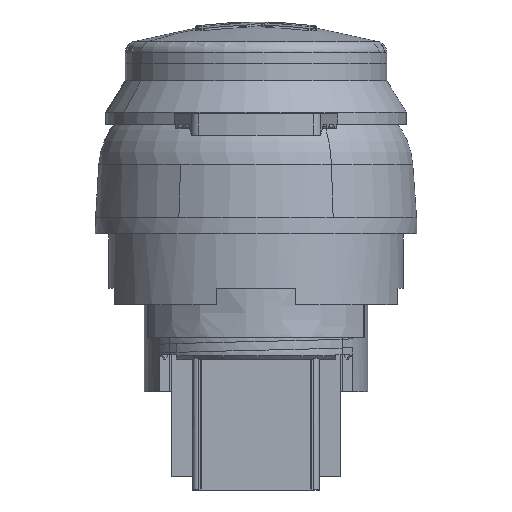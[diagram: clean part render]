
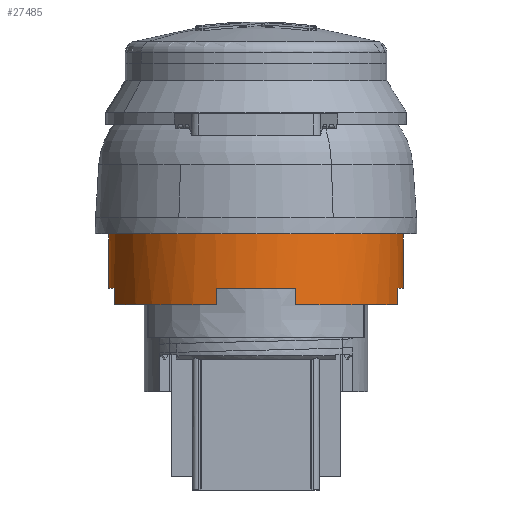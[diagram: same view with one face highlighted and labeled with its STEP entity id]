
A CAD part, front view. The second image highlights one B-rep face of the part: STEP entity #27485.
In plain terms, the highlighted cylindrical face has radius 13.5 mm (diameter 27 mm), a partial arc.
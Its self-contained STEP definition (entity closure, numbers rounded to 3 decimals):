
#25945=AXIS2_PLACEMENT_3D('Circle Axis2P3D',#25943,#25944,$) ;
#25979=AXIS2_PLACEMENT_3D('Circle Axis2P3D',#25977,#25978,$) ;
#26049=AXIS2_PLACEMENT_3D('Circle Axis2P3D',#26047,#26048,$) ;
#27188=AXIS2_PLACEMENT_3D('Cylinder Axis2P3D',#27185,#27186,#27187) ;
#27302=AXIS2_PLACEMENT_3D('Circle Axis2P3D',#27300,#27301,$) ;
#27360=AXIS2_PLACEMENT_3D('Circle Axis2P3D',#27358,#27359,$) ;
#12727=CARTESIAN_POINT('Control Point',(28.25,18.8,23.5)) ;
#12728=CARTESIAN_POINT('Control Point',(28.25,17.54,23.5)) ;
#12729=CARTESIAN_POINT('Control Point',(28.103,16.28,23.5)) ;
#12730=CARTESIAN_POINT('Control Point',(27.809,15.043,23.5)) ;
#12731=CARTESIAN_POINT('Control Point',(26.938,12.66,23.5)) ;
#12732=CARTESIAN_POINT('Control Point',(25.541,10.542,23.5)) ;
#12733=CARTESIAN_POINT('Control Point',(24.722,9.569,23.5)) ;
#12734=CARTESIAN_POINT('Control Point',(22.872,7.833,23.5)) ;
#12735=CARTESIAN_POINT('Control Point',(20.672,6.57,23.5)) ;
#12736=CARTESIAN_POINT('Control Point',(19.503,6.07,23.5)) ;
#12737=CARTESIAN_POINT('Control Point',(17.07,5.352,23.5)) ;
#12738=CARTESIAN_POINT('Control Point',(14.536,5.213,23.5)) ;
#12739=CARTESIAN_POINT('Control Point',(13.267,5.292,23.5)) ;
#12740=CARTESIAN_POINT('Control Point',(10.771,5.746,23.5)) ;
#12741=CARTESIAN_POINT('Control Point',(8.446,6.762,23.5)) ;
#12742=CARTESIAN_POINT('Control Point',(7.348,7.404,23.5)) ;
#12743=CARTESIAN_POINT('Control Point',(5.323,8.932,23.5)) ;
#12744=CARTESIAN_POINT('Control Point',(3.704,10.885,23.5)) ;
#12745=CARTESIAN_POINT('Control Point',(3.013,11.953,23.5)) ;
#12746=CARTESIAN_POINT('Control Point',(2.042,13.923,23.5)) ;
#12747=CARTESIAN_POINT('Control Point',(1.486,16.042,23.5)) ;
#12748=CARTESIAN_POINT('Control Point',(1.329,16.955,23.5)) ;
#12749=CARTESIAN_POINT('Control Point',(1.25,17.878,23.5)) ;
#12750=CARTESIAN_POINT('Control Point',(1.25,18.8,23.5)) ;
#12751=CARTESIAN_POINT('Vertex',(28.25,18.8,23.5)) ;
#12753=CARTESIAN_POINT('Vertex',(1.25,18.8,23.5)) ;
#25920=CARTESIAN_POINT('Vertex',(27.761,15.2,18.5)) ;
#25940=CARTESIAN_POINT('Vertex',(18.35,5.789,18.5)) ;
#25943=CARTESIAN_POINT('Axis2P3D Location',(14.75,18.8,18.5)) ;
#25947=CARTESIAN_POINT('Vertex',(11.15,5.789,18.5)) ;
#25974=CARTESIAN_POINT('Vertex',(1.739,15.2,18.5)) ;
#25977=CARTESIAN_POINT('Axis2P3D Location',(14.75,18.8,18.5)) ;
#25981=CARTESIAN_POINT('Vertex',(1.25,18.8,18.5)) ;
#26044=CARTESIAN_POINT('Vertex',(28.25,18.8,18.5)) ;
#26047=CARTESIAN_POINT('Axis2P3D Location',(14.75,18.8,18.5)) ;
#27185=CARTESIAN_POINT('Axis2P3D Location',(14.75,18.8,20.14)) ;
#27190=CARTESIAN_POINT('Line Origine',(1.25,18.8,18.25)) ;
#27194=CARTESIAN_POINT('Vertex',(1.25,18.8,23.)) ;
#27197=CARTESIAN_POINT('Line Origine',(1.25,18.8,18.25)) ;
#27202=CARTESIAN_POINT('Line Origine',(28.25,18.8,18.25)) ;
#27206=CARTESIAN_POINT('Vertex',(28.25,18.8,23.)) ;
#27209=CARTESIAN_POINT('Line Origine',(28.25,18.8,18.25)) ;
#27279=CARTESIAN_POINT('Vertex',(11.15,5.789,17.)) ;
#27282=CARTESIAN_POINT('Line Origine',(11.15,5.789,17.75)) ;
#27300=CARTESIAN_POINT('Axis2P3D Location',(14.75,18.8,17.)) ;
#27304=CARTESIAN_POINT('Vertex',(1.739,15.2,17.)) ;
#27325=CARTESIAN_POINT('Line Origine',(1.739,15.2,17.75)) ;
#27342=CARTESIAN_POINT('Vertex',(27.761,15.2,17.)) ;
#27345=CARTESIAN_POINT('Line Origine',(27.761,15.2,17.75)) ;
#27358=CARTESIAN_POINT('Axis2P3D Location',(14.75,18.8,17.)) ;
#27362=CARTESIAN_POINT('Vertex',(18.35,5.789,17.)) ;
#27383=CARTESIAN_POINT('Line Origine',(18.35,5.789,17.75)) ;
#25944=DIRECTION('Axis2P3D Direction',(0.,0.,-1.)) ;
#25978=DIRECTION('Axis2P3D Direction',(0.,0.,-1.)) ;
#26048=DIRECTION('Axis2P3D Direction',(0.,0.,-1.)) ;
#27186=DIRECTION('Axis2P3D Direction',(0.,0.,-1.)) ;
#27187=DIRECTION('Axis2P3D XDirection',(-1.,0.,0.)) ;
#27191=DIRECTION('Vector Direction',(0.,0.,-1.)) ;
#27198=DIRECTION('Vector Direction',(0.,0.,-1.)) ;
#27203=DIRECTION('Vector Direction',(0.,0.,-1.)) ;
#27210=DIRECTION('Vector Direction',(0.,0.,-1.)) ;
#27283=DIRECTION('Vector Direction',(0.,0.,-1.)) ;
#27301=DIRECTION('Axis2P3D Direction',(0.,0.,-1.)) ;
#27326=DIRECTION('Vector Direction',(0.,0.,-1.)) ;
#27346=DIRECTION('Vector Direction',(0.,0.,-1.)) ;
#27359=DIRECTION('Axis2P3D Direction',(0.,0.,-1.)) ;
#27384=DIRECTION('Vector Direction',(0.,0.,-1.)) ;
#27192=VECTOR('Line Direction',#27191,1.) ;
#27199=VECTOR('Line Direction',#27198,1.) ;
#27204=VECTOR('Line Direction',#27203,1.) ;
#27211=VECTOR('Line Direction',#27210,1.) ;
#27284=VECTOR('Line Direction',#27283,1.) ;
#27327=VECTOR('Line Direction',#27326,1.) ;
#27347=VECTOR('Line Direction',#27346,1.) ;
#27385=VECTOR('Line Direction',#27384,1.) ;
#27470=ORIENTED_EDGE('',*,*,#26051,.F.) ;
#27471=ORIENTED_EDGE('',*,*,#27213,.F.) ;
#27472=ORIENTED_EDGE('',*,*,#27208,.F.) ;
#27473=ORIENTED_EDGE('',*,*,#12755,.T.) ;
#27474=ORIENTED_EDGE('',*,*,#27201,.T.) ;
#27475=ORIENTED_EDGE('',*,*,#27196,.T.) ;
#27476=ORIENTED_EDGE('',*,*,#25983,.F.) ;
#27477=ORIENTED_EDGE('',*,*,#27329,.T.) ;
#27478=ORIENTED_EDGE('',*,*,#27306,.F.) ;
#27479=ORIENTED_EDGE('',*,*,#27286,.F.) ;
#27480=ORIENTED_EDGE('',*,*,#25949,.F.) ;
#27481=ORIENTED_EDGE('',*,*,#27387,.T.) ;
#27482=ORIENTED_EDGE('',*,*,#27364,.F.) ;
#27483=ORIENTED_EDGE('',*,*,#27349,.F.) ;
#27485=ADVANCED_FACE('Hauptk\X2\00F6\X0\rper',(#27484),#27189,.T.) ;
#12726=B_SPLINE_CURVE_WITH_KNOTS('',5,(#12727,#12728,#12729,#12730,#12731,#12732,#12733,#12734,#12735,#12736,#12737,#12738,#12739,#12740,#12741,#12742,#12743,#12744,#12745,#12746,#12747,#12748,#12749,#12750),.UNSPECIFIED.,.F.,.U.,(6,3,3,3,3,3,3,6),(0.,8.909,17.819,26.728,35.638,44.547,53.457,59.978),.UNSPECIFIED.) ;
#25946=CIRCLE('generated circle',#25945,13.5) ;
#25980=CIRCLE('generated circle',#25979,13.5) ;
#26050=CIRCLE('generated circle',#26049,13.5) ;
#27303=CIRCLE('generated circle',#27302,13.5) ;
#27361=CIRCLE('generated circle',#27360,13.5) ;
#27189=CYLINDRICAL_SURFACE('generated cylinder',#27188,13.5) ;
#12755=EDGE_CURVE('',#12752,#12754,#12726,.T.) ;
#25949=EDGE_CURVE('',#25941,#25948,#25946,.T.) ;
#25983=EDGE_CURVE('',#25975,#25982,#25980,.T.) ;
#26051=EDGE_CURVE('',#26045,#25921,#26050,.T.) ;
#27196=EDGE_CURVE('',#27195,#25982,#27193,.T.) ;
#27201=EDGE_CURVE('',#12754,#27195,#27200,.T.) ;
#27208=EDGE_CURVE('',#12752,#27207,#27205,.T.) ;
#27213=EDGE_CURVE('',#27207,#26045,#27212,.T.) ;
#27286=EDGE_CURVE('',#25948,#27280,#27285,.T.) ;
#27306=EDGE_CURVE('',#27280,#27305,#27303,.T.) ;
#27329=EDGE_CURVE('',#25975,#27305,#27328,.T.) ;
#27349=EDGE_CURVE('',#25921,#27343,#27348,.T.) ;
#27364=EDGE_CURVE('',#27343,#27363,#27361,.T.) ;
#27387=EDGE_CURVE('',#25941,#27363,#27386,.T.) ;
#27469=EDGE_LOOP('',(#27470,#27471,#27472,#27473,#27474,#27475,#27476,#27477,#27478,#27479,#27480,#27481,#27482,#27483)) ;
#27484=FACE_OUTER_BOUND('',#27469,.T.) ;
#27193=LINE('Line',#27190,#27192) ;
#27200=LINE('Line',#27197,#27199) ;
#27205=LINE('Line',#27202,#27204) ;
#27212=LINE('Line',#27209,#27211) ;
#27285=LINE('Line',#27282,#27284) ;
#27328=LINE('Line',#27325,#27327) ;
#27348=LINE('Line',#27345,#27347) ;
#27386=LINE('Line',#27383,#27385) ;
#12752=VERTEX_POINT('',#12751) ;
#12754=VERTEX_POINT('',#12753) ;
#25921=VERTEX_POINT('',#25920) ;
#25941=VERTEX_POINT('',#25940) ;
#25948=VERTEX_POINT('',#25947) ;
#25975=VERTEX_POINT('',#25974) ;
#25982=VERTEX_POINT('',#25981) ;
#26045=VERTEX_POINT('',#26044) ;
#27195=VERTEX_POINT('',#27194) ;
#27207=VERTEX_POINT('',#27206) ;
#27280=VERTEX_POINT('',#27279) ;
#27305=VERTEX_POINT('',#27304) ;
#27343=VERTEX_POINT('',#27342) ;
#27363=VERTEX_POINT('',#27362) ;
